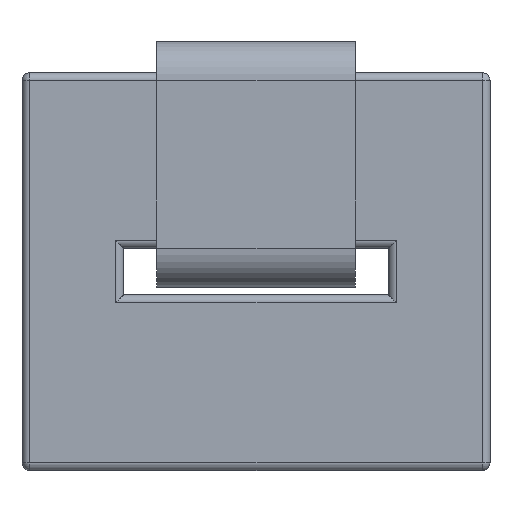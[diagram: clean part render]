
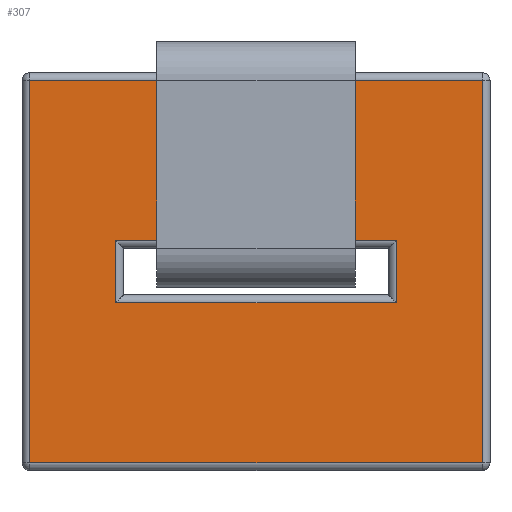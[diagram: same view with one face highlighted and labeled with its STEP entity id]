
A CAD part, left-side view. The second image highlights one B-rep face of the part: STEP entity #307.
In plain terms, the highlighted planar face has unit normal (-1, 0, 0).
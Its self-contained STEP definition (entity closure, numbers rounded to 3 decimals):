
#307 = ADVANCED_FACE( '', ( #577, #578 ), #579, .F. );
#577 = FACE_BOUND( '', #737, .T. );
#578 = FACE_OUTER_BOUND( '', #738, .T. );
#579 = PLANE( '', #739 );
#737 = EDGE_LOOP( '', ( #1046, #1047, #1048, #1049 ) );
#738 = EDGE_LOOP( '', ( #1050, #1051, #1052, #1053 ) );
#739 = AXIS2_PLACEMENT_3D( '', #1054, #1055, #1056 );
#1046 = ORIENTED_EDGE( '', *, *, #1376, .T. );
#1047 = ORIENTED_EDGE( '', *, *, #1377, .T. );
#1048 = ORIENTED_EDGE( '', *, *, #1378, .T. );
#1049 = ORIENTED_EDGE( '', *, *, #1379, .T. );
#1050 = ORIENTED_EDGE( '', *, *, #1360, .T. );
#1051 = ORIENTED_EDGE( '', *, *, #1375, .T. );
#1052 = ORIENTED_EDGE( '', *, *, #1372, .T. );
#1053 = ORIENTED_EDGE( '', *, *, #1380, .T. );
#1054 = CARTESIAN_POINT( '', ( -2., 1.5, 1.275 ) );
#1055 = DIRECTION( '', ( 1., 0., 0. ) );
#1056 = DIRECTION( '', ( 0., 0., -1. ) );
#1360 = EDGE_CURVE( '', #1549, #1544, #1553, .T. );
#1372 = EDGE_CURVE( '', #1570, #1568, #1571, .F. );
#1375 = EDGE_CURVE( '', #1544, #1570, #1574, .F. );
#1376 = EDGE_CURVE( '', #1575, #1576, #1577, .T. );
#1377 = EDGE_CURVE( '', #1576, #1578, #1579, .T. );
#1378 = EDGE_CURVE( '', #1578, #1580, #1581, .T. );
#1379 = EDGE_CURVE( '', #1580, #1575, #1582, .T. );
#1380 = EDGE_CURVE( '', #1568, #1549, #1583, .T. );
#1544 = VERTEX_POINT( '', #1682 );
#1549 = VERTEX_POINT( '', #1687 );
#1553 = LINE( '', #1692, #1693 );
#1568 = VERTEX_POINT( '', #1714 );
#1570 = VERTEX_POINT( '', #1716 );
#1571 = LINE( '', #1717, #1718 );
#1574 = LINE( '', #1721, #1722 );
#1575 = VERTEX_POINT( '', #1723 );
#1576 = VERTEX_POINT( '', #1724 );
#1577 = LINE( '', #1725, #1726 );
#1578 = VERTEX_POINT( '', #1727 );
#1579 = LINE( '', #1728, #1729 );
#1580 = VERTEX_POINT( '', #1730 );
#1581 = LINE( '', #1731, #1732 );
#1582 = LINE( '', #1733, #1734 );
#1583 = LINE( '', #1735, #1736 );
#1682 = CARTESIAN_POINT( '', ( -2., -1.45, -1.225 ) );
#1687 = CARTESIAN_POINT( '', ( -2., 1.45, -1.225 ) );
#1692 = CARTESIAN_POINT( '', ( -2., 1.5, -1.225 ) );
#1693 = VECTOR( '', #1830, 1000. );
#1714 = CARTESIAN_POINT( '', ( -2., 1.45, 1.225 ) );
#1716 = CARTESIAN_POINT( '', ( -2., -1.45, 1.225 ) );
#1717 = CARTESIAN_POINT( '', ( -2., 1.5, 1.225 ) );
#1718 = VECTOR( '', #1852, 1000. );
#1721 = CARTESIAN_POINT( '', ( -2., -1.45, 1.275 ) );
#1722 = VECTOR( '', #1859, 1000. );
#1723 = CARTESIAN_POINT( '', ( -2., -0.9, -0.2 ) );
#1724 = CARTESIAN_POINT( '', ( -2., 0.9, -0.2 ) );
#1725 = CARTESIAN_POINT( '', ( -2., 0.85, -0.2 ) );
#1726 = VECTOR( '', #1860, 1000. );
#1727 = CARTESIAN_POINT( '', ( -2., 0.9, 0.2 ) );
#1728 = CARTESIAN_POINT( '', ( -2., 0.9, 0.15 ) );
#1729 = VECTOR( '', #1861, 1000. );
#1730 = CARTESIAN_POINT( '', ( -2., -0.9, 0.2 ) );
#1731 = CARTESIAN_POINT( '', ( -2., -0.85, 0.2 ) );
#1732 = VECTOR( '', #1862, 1000. );
#1733 = CARTESIAN_POINT( '', ( -2., -0.9, -0.15 ) );
#1734 = VECTOR( '', #1863, 1000. );
#1735 = CARTESIAN_POINT( '', ( -2., 1.45, 1.275 ) );
#1736 = VECTOR( '', #1864, 1000. );
#1830 = DIRECTION( '', ( 0., -1., 0. ) );
#1852 = DIRECTION( '', ( 0., -1., 0. ) );
#1859 = DIRECTION( '', ( 0., 0., -1. ) );
#1860 = DIRECTION( '', ( 0., 1., 0. ) );
#1861 = DIRECTION( '', ( 0., 0., 1. ) );
#1862 = DIRECTION( '', ( 0., -1., 0. ) );
#1863 = DIRECTION( '', ( 0., 0., -1. ) );
#1864 = DIRECTION( '', ( 0., 0., -1. ) );
